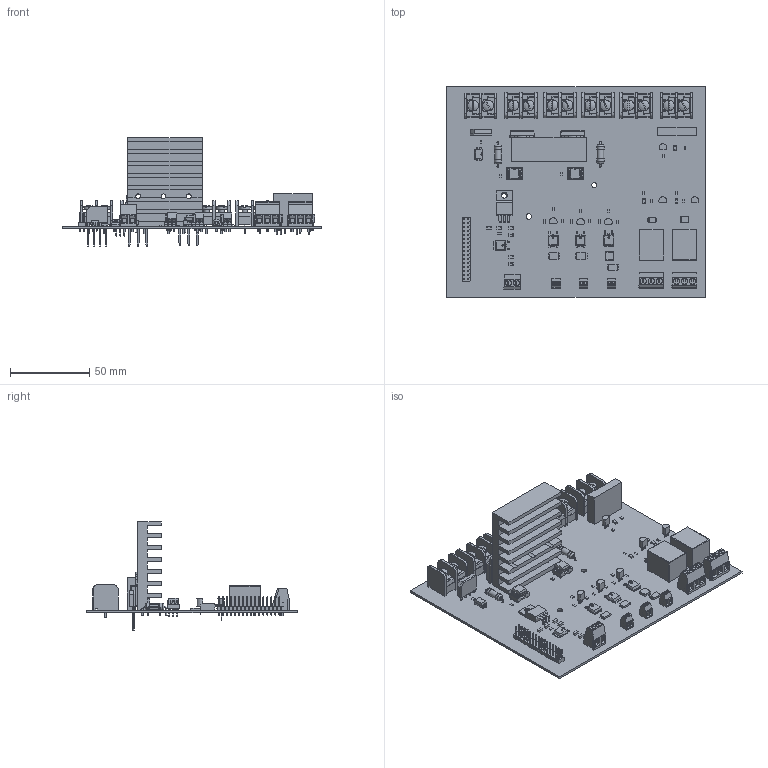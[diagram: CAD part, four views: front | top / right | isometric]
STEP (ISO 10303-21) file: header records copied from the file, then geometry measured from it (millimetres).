
FILE_DESCRIPTION(('KiCad electronic assembly'),'2;1');
FILE_NAME('Fuerza.step','2025-12-06T00:46:13',('Pcbnew'),('Kicad'), 'Open CASCADE STEP processor 7.9','KiCad to STEP converter','Unknown' );
FILE_SCHEMA(('AUTOMOTIVE_DESIGN { 1 0 10303 214 1 1 1 1 }'));
Length unit declared in the file: millimetre
Products named in the file (33): Fuerza 1; C_1206_3216Metric; R_0805_2012Metric; TO-252-2; Fuerza 1.7.1; NC6-P107-02; SB1045L; Body; Pins; LED_1206_3216Metric; R_Axial_DIN0414_L11.9mm_D4.5mm_P15.24mm_Horizontal; TerminalBlock_Phoenix_MPT-0,5-2-2.54_1x02_P2.54mm_Horizontal; PinHeader_2x16_P2.54mm_Vertical; TerminalBlock_Phoenix_MKDS-1,5-3-5.08_1x03_P5.08mm_Horizontal; BTA41-800B; T5035H-8PI; STMicro Logo; TO-92_Inline; D_SMB; Relay_SPDT_SANYOU_SRD_Series_Form_C; G3MB-202PL; Leads; DIP-6_W7.62mm_Socket; DIP-6_W7.62mm; TO-220-3_Horizontal_TabDown; DIP-4_W7.62mm; TerminalBlock_Phoenix_MKDS-1,5-2_1x02_P5.00mm_Horizontal; L_Sunlord_MWSA0518S; Fuerza 1.59.1; KBP208G; Dis; Fuerza_PCB
Assembly tree (84 placements, depth 3):
  Fuerza 1
    C_1206_3216Metric  x6
    R_0805_2012Metric  x19
    TO-252-2  x4
      Fuerza 1.7.1
    NC6-P107-02  x6
    SB1045L  x3
      Body
      Pins
    LED_1206_3216Metric  x3
    R_Axial_DIN0414_L11.9mm_D4.5mm_P15.24mm_Horizontal  x2
    TerminalBlock_Phoenix_MPT-0,5-2-2.54_1x02_P2.54mm_Horizontal  x3
    PinHeader_2x16_P2.54mm_Vertical
    TerminalBlock_Phoenix_MKDS-1,5-3-5.08_1x03_P5.08mm_Horizontal  x2
    BTA41-800B  x2
      T5035H-8PI
      STMicro Logo
    TO-92_Inline  x6
    D_SMB  x2
    Relay_SPDT_SANYOU_SRD_Series_Form_C  x2
    G3MB-202PL
      Body
      Leads  x4
    DIP-6_W7.62mm_Socket  x2
    DIP-6_W7.62mm  x2
    TO-220-3_Horizontal_TabDown
    DIP-4_W7.62mm
    TerminalBlock_Phoenix_MKDS-1,5-2_1x02_P5.00mm_Horizontal
    L_Sunlord_MWSA0518S
      Fuerza 1.59.1
    KBP208G
    Dis
    Fuerza_PCB
Bounding box: 163.38 x 133.32 x 68.53 mm (x, y, z)
Volume: 98816.4 mm3; surface area: 94865.7 mm2
Topology: 132 solids, 132 shells, 4916 faces, 12243 edges, 7825 vertices
Faces by surface type: plane 3628, cylinder 902, bspline 234, sphere 64, torus 52, cone 36
Full cylindrical faces by diameter (mm): 0.508 x24, 0.75 x18, 0.8 x40, 1 x44, 1.1 x6, 1.13 x4, 1.2 x13, 1.3 x8, 1.4 x6, 1.524 x12, 1.724 x12, 1.77 x6, 1.94 x12, 2 x6, 2.2 x6, 3 x7, 3.2 x3, 3.409 x12, 3.5 x2, 3.735 x1, 3.8 x8, 4 x8, 4.05 x2, 4.5 x4, 6.795 x12
Entity records: 82146 total; most frequent: CARTESIAN_POINT 13406, ORIENTED_EDGE 11446, DIRECTION 10855, EDGE_CURVE 5723, LINE 4473, VECTOR 4473, VERTEX_POINT 3616, AXIS2_PLACEMENT_3D 3191
